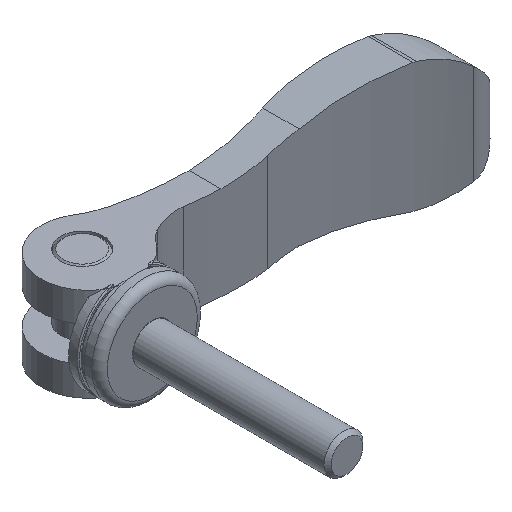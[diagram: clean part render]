
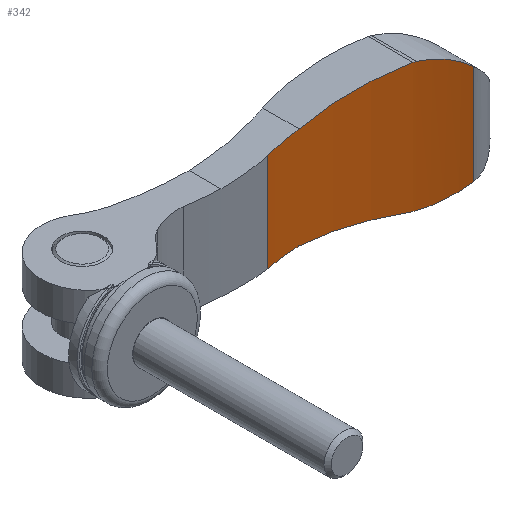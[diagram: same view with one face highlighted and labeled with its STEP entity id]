
A CAD part, isometric view. The second image highlights one B-rep face of the part: STEP entity #342.
In plain terms, the highlighted cylindrical face has radius 62.5 mm (diameter 125 mm), a partial arc.
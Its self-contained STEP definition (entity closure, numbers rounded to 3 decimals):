
#342 = ADVANCED_FACE( '', ( #649 ), #650, .F. );
#649 = FACE_OUTER_BOUND( '', #925, .T. );
#650 = CYLINDRICAL_SURFACE( '', #926, 62.5 );
#925 = EDGE_LOOP( '', ( #1527, #1528, #1529, #1530, #1531, #1532, #1533, #1534, #1535, #1536 ) );
#926 = AXIS2_PLACEMENT_3D( '', #1537, #1538, #1539 );
#1527 = ORIENTED_EDGE( '', *, *, #1688, .F. );
#1528 = ORIENTED_EDGE( '', *, *, #1793, .F. );
#1529 = ORIENTED_EDGE( '', *, *, #1815, .F. );
#1530 = ORIENTED_EDGE( '', *, *, #1674, .F. );
#1531 = ORIENTED_EDGE( '', *, *, #1797, .F. );
#1532 = ORIENTED_EDGE( '', *, *, #1703, .F. );
#1533 = ORIENTED_EDGE( '', *, *, #1754, .T. );
#1534 = ORIENTED_EDGE( '', *, *, #1766, .F. );
#1535 = ORIENTED_EDGE( '', *, *, #1693, .F. );
#1536 = ORIENTED_EDGE( '', *, *, #1659, .T. );
#1537 = CARTESIAN_POINT( '', ( 58.5, -64.5, 16.6 ) );
#1538 = DIRECTION( '', ( 0., 0., 1. ) );
#1539 = DIRECTION( '', ( -1., 0., 0. ) );
#1659 = EDGE_CURVE( '', #1963, #1961, #1964, .T. );
#1674 = EDGE_CURVE( '', #1983, #1985, #1986, .T. );
#1688 = EDGE_CURVE( '', #2007, #1961, #2009, .T. );
#1693 = EDGE_CURVE( '', #1963, #2016, #2017, .T. );
#1703 = EDGE_CURVE( '', #2031, #2033, #2034, .T. );
#1754 = EDGE_CURVE( '', #2031, #2100, #2102, .T. );
#1766 = EDGE_CURVE( '', #2016, #2100, #2116, .T. );
#1793 = EDGE_CURVE( '', #2147, #2007, #2149, .T. );
#1797 = EDGE_CURVE( '', #2033, #1983, #2153, .T. );
#1815 = EDGE_CURVE( '', #1985, #2147, #2174, .T. );
#1961 = VERTEX_POINT( '', #2741 );
#1963 = VERTEX_POINT( '', #2743 );
#1964 = LINE( '', #2744, #2745 );
#1983 = VERTEX_POINT( '', #2784 );
#1985 = VERTEX_POINT( '', #2813 );
#1986 = B_SPLINE_CURVE_WITH_KNOTS( '', 3, ( #2814, #2815, #2816, #2817, #2818, #2819, #2820, #2821, #2822, #2823, #2824, #2825 ), .UNSPECIFIED., .F., .F., ( 4, 2, 2, 2, 2, 4 ), ( 0., 0.003, 0.006, 0.007, 0.009, 0.012 ), .UNSPECIFIED. );
#2007 = VERTEX_POINT( '', #2869 );
#2009 = ELLIPSE( '', #2872, 62.562, 62.5 );
#2016 = VERTEX_POINT( '', #2881 );
#2017 = ELLIPSE( '', #2882, 62.562, 62.5 );
#2031 = VERTEX_POINT( '', #2897 );
#2033 = VERTEX_POINT( '', #2900 );
#2034 = B_SPLINE_CURVE_WITH_KNOTS( '', 3, ( #2901, #2902, #2903, #2904, #2905, #2906, #2907, #2908, #2909, #2910, #2911, #2912 ), .UNSPECIFIED., .F., .F., ( 4, 2, 2, 2, 2, 4 ), ( 0., 0.003, 0.006, 0.007, 0.009, 0.012 ), .UNSPECIFIED. );
#2100 = VERTEX_POINT( '', #3045 );
#2102 = CIRCLE( '', #3048, 62.5 );
#2116 = ELLIPSE( '', #3064, 63.104, 62.5 );
#2147 = VERTEX_POINT( '', #3117 );
#2149 = ELLIPSE( '', #3120, 63.104, 62.5 );
#2153 = LINE( '', #3124, #3125 );
#2174 = CIRCLE( '', #3146, 62.5 );
#2741 = CARTESIAN_POINT( '', ( 43.92, -3.724, -12.572 ) );
#2743 = CARTESIAN_POINT( '', ( 43.92, -3.724, 12.572 ) );
#2744 = CARTESIAN_POINT( '', ( 43.92, -3.724, 16.6 ) );
#2745 = VECTOR( '', #3227, 1000. );
#2784 = CARTESIAN_POINT( '', ( 89.985, -10.51, -12.8 ) );
#2813 = CARTESIAN_POINT( '', ( 79.976, -5.806, -16.6 ) );
#2814 = CARTESIAN_POINT( '', ( 89.985, -10.51, -12.8 ) );
#2815 = CARTESIAN_POINT( '', ( 89.284, -10.101, -13.38 ) );
#2816 = CARTESIAN_POINT( '', ( 88.547, -9.689, -13.893 ) );
#2817 = CARTESIAN_POINT( '', ( 87.002, -8.871, -14.795 ) );
#2818 = CARTESIAN_POINT( '', ( 86.194, -8.463, -15.184 ) );
#2819 = CARTESIAN_POINT( '', ( 84.925, -7.859, -15.671 ) );
#2820 = CARTESIAN_POINT( '', ( 84.49, -7.658, -15.817 ) );
#2821 = CARTESIAN_POINT( '', ( 83.615, -7.266, -16.073 ) );
#2822 = CARTESIAN_POINT( '', ( 83.172, -7.074, -16.183 ) );
#2823 = CARTESIAN_POINT( '', ( 81.828, -6.509, -16.457 ) );
#2824 = CARTESIAN_POINT( '', ( 80.913, -6.148, -16.567 ) );
#2825 = CARTESIAN_POINT( '', ( 79.976, -5.806, -16.6 ) );
#2869 = CARTESIAN_POINT( '', ( 53.5, -2.2, -13. ) );
#2872 = AXIS2_PLACEMENT_3D( '', #3266, #3267, #3268 );
#2881 = CARTESIAN_POINT( '', ( 53.5, -2.2, 13. ) );
#2882 = AXIS2_PLACEMENT_3D( '', #3274, #3275, #3276 );
#2897 = CARTESIAN_POINT( '', ( 79.976, -5.806, 16.6 ) );
#2900 = CARTESIAN_POINT( '', ( 89.985, -10.51, 12.8 ) );
#2901 = CARTESIAN_POINT( '', ( 79.976, -5.806, 16.6 ) );
#2902 = CARTESIAN_POINT( '', ( 80.913, -6.149, 16.567 ) );
#2903 = CARTESIAN_POINT( '', ( 81.826, -6.508, 16.457 ) );
#2904 = CARTESIAN_POINT( '', ( 83.608, -7.257, 16.094 ) );
#2905 = CARTESIAN_POINT( '', ( 84.477, -7.647, 15.841 ) );
#2906 = CARTESIAN_POINT( '', ( 85.749, -8.251, 15.355 ) );
#2907 = CARTESIAN_POINT( '', ( 86.168, -8.456, 15.175 ) );
#2908 = CARTESIAN_POINT( '', ( 86.983, -8.866, 14.785 ) );
#2909 = CARTESIAN_POINT( '', ( 87.381, -9.071, 14.574 ) );
#2910 = CARTESIAN_POINT( '', ( 88.545, -9.688, 13.895 ) );
#2911 = CARTESIAN_POINT( '', ( 89.284, -10.101, 13.38 ) );
#2912 = CARTESIAN_POINT( '', ( 89.985, -10.51, 12.8 ) );
#3045 = CARTESIAN_POINT( '', ( 79.328, -5.573, 16.6 ) );
#3048 = AXIS2_PLACEMENT_3D( '', #3370, #3371, #3372 );
#3064 = AXIS2_PLACEMENT_3D( '', #3387, #3388, #3389 );
#3117 = CARTESIAN_POINT( '', ( 79.328, -5.573, -16.6 ) );
#3120 = AXIS2_PLACEMENT_3D( '', #3413, #3414, #3415 );
#3124 = CARTESIAN_POINT( '', ( 89.985, -10.51, 16.6 ) );
#3125 = VECTOR( '', #3419, 1000. );
#3146 = AXIS2_PLACEMENT_3D( '', #3432, #3433, #3434 );
#3227 = DIRECTION( '', ( 0., 0., -1. ) );
#3266 = CARTESIAN_POINT( '', ( 58.5, -64.5, -13.224 ) );
#3267 = DIRECTION( '', ( 0.045, 0., 0.999 ) );
#3268 = DIRECTION( '', ( 0.999, 0., -0.045 ) );
#3274 = CARTESIAN_POINT( '', ( 58.5, -64.5, 13.224 ) );
#3275 = DIRECTION( '', ( 0.045, 0., -0.999 ) );
#3276 = DIRECTION( '', ( -0.999, 0., -0.045 ) );
#3370 = CARTESIAN_POINT( '', ( 58.5, -64.5, 16.6 ) );
#3371 = DIRECTION( '', ( 0., 0., 1. ) );
#3372 = DIRECTION( '', ( 1., 0., 0. ) );
#3387 = CARTESIAN_POINT( '', ( 58.5, -64.5, 13.697 ) );
#3388 = DIRECTION( '', ( 0.138, 0., -0.99 ) );
#3389 = DIRECTION( '', ( -0.99, 0., -0.138 ) );
#3413 = CARTESIAN_POINT( '', ( 58.5, -64.5, -13.697 ) );
#3414 = DIRECTION( '', ( 0.138, 0., 0.99 ) );
#3415 = DIRECTION( '', ( 0.99, 0., -0.138 ) );
#3419 = DIRECTION( '', ( 0., 0., -1. ) );
#3432 = CARTESIAN_POINT( '', ( 58.5, -64.5, -16.6 ) );
#3433 = DIRECTION( '', ( 0., 0., 1. ) );
#3434 = DIRECTION( '', ( 1., 0., 0. ) );
